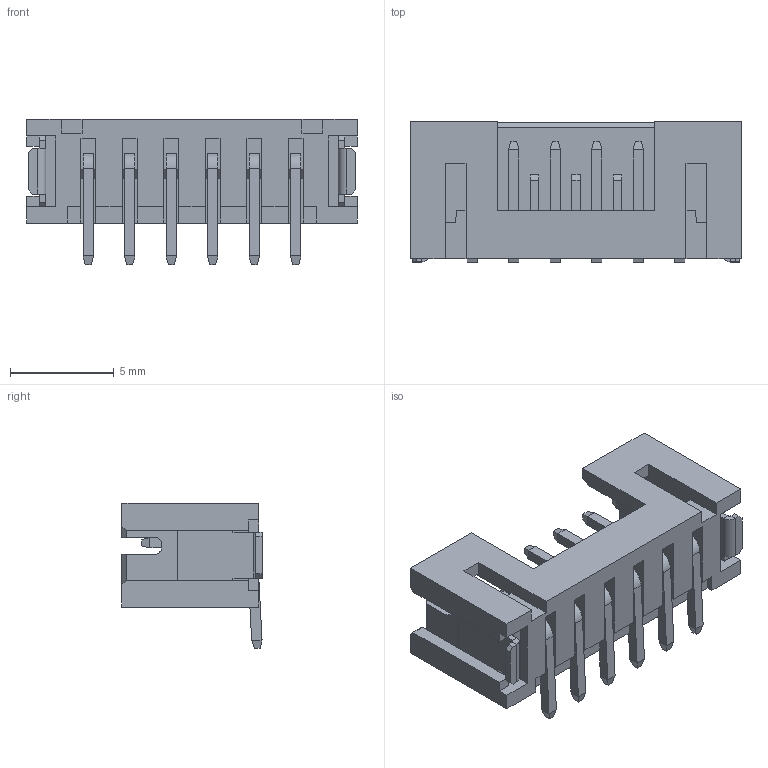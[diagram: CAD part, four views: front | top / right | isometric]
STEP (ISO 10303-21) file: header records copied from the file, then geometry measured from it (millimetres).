
FILE_DESCRIPTION (( 'STEP AP214' ), '1' );
FILE_NAME ('B6B-PH-SM4-TB(LF)(SN).STEP', '2018-07-24T16:55:58', ( '' ), ( '' ), 'SwSTEP 2.0', 'SolidWorks 2017', '' );
FILE_SCHEMA (( 'AUTOMOTIVE_DESIGN' ));
Length unit declared in the file: millimetre
Products named in the file (1): B6B-PH-SM4-TB(LF)(SN)
Bounding box: 15.95 x 6.75 x 7 mm (x, y, z)
Volume: 253.5 mm3; surface area: 838.2 mm2
Topology: 9 solids, 9 shells, 378 faces, 968 edges, 604 vertices
Faces by surface type: plane 358, cylinder 20
Entity records: 11218 total; most frequent: CARTESIAN_POINT 1951, ORIENTED_EDGE 1936, DIRECTION 1766, EDGE_CURVE 968, VECTOR 928, LINE 928, VERTEX_POINT 604, AXIS2_PLACEMENT_3D 419
